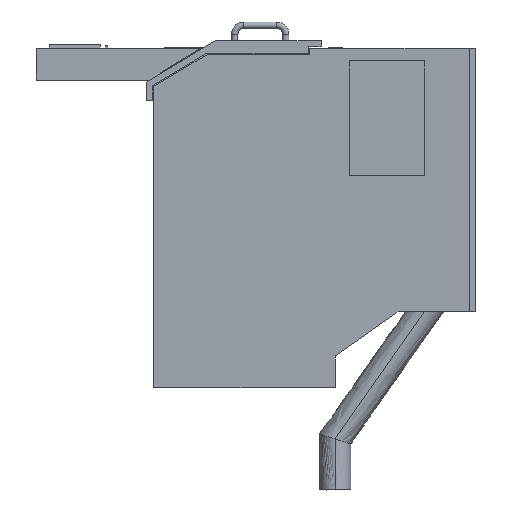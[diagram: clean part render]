
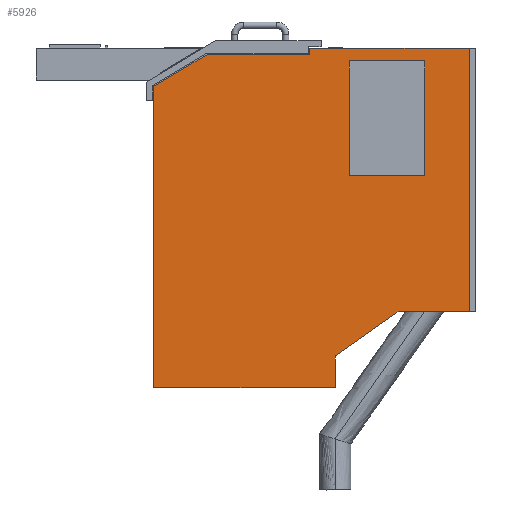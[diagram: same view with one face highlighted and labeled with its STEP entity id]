
A CAD part, left-side view. The second image highlights one B-rep face of the part: STEP entity #5926.
In plain terms, the highlighted planar face has unit normal (-1, 0, 0).
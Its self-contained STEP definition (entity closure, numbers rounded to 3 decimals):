
#355=FACE_BOUND('',#2503,.T.);
#438=PLANE('',#6285);
#786=LINE('',#8812,#1498);
#796=LINE('',#8834,#1508);
#942=LINE('',#9689,#1654);
#957=LINE('',#9722,#1669);
#963=LINE('',#9734,#1675);
#989=LINE('',#9783,#1701);
#990=LINE('',#9784,#1702);
#991=LINE('',#9786,#1703);
#992=LINE('',#9788,#1704);
#993=LINE('',#9790,#1705);
#994=LINE('',#9792,#1706);
#995=LINE('',#9793,#1707);
#996=LINE('',#9794,#1708);
#997=LINE('',#9795,#1709);
#1498=VECTOR('',#6803,1000.);
#1508=VECTOR('',#6817,1000.);
#1654=VECTOR('',#6965,1000.);
#1669=VECTOR('',#6988,1000.);
#1675=VECTOR('',#6996,1000.);
#1701=VECTOR('',#7040,1000.);
#1702=VECTOR('',#7041,1000.);
#1703=VECTOR('',#7042,1000.);
#1704=VECTOR('',#7043,1000.);
#1705=VECTOR('',#7044,1000.);
#1706=VECTOR('',#7045,1000.);
#1707=VECTOR('',#7046,1000.);
#1708=VECTOR('',#7047,1000.);
#1709=VECTOR('',#7048,1000.);
#2142=FACE_OUTER_BOUND('',#2502,.T.);
#2502=EDGE_LOOP('',(#4756,#4757,#4758,#4759,#4760,#4761,#4762,#4763,#4764,
#4765));
#2503=EDGE_LOOP('',(#4766,#4767,#4768,#4769));
#2896=VERTEX_POINT('',#8809);
#2897=VERTEX_POINT('',#8811);
#2905=VERTEX_POINT('',#8830);
#2907=VERTEX_POINT('',#8833);
#3080=VERTEX_POINT('',#9687);
#3092=VERTEX_POINT('',#9718);
#3094=VERTEX_POINT('',#9721);
#3097=VERTEX_POINT('',#9728);
#3099=VERTEX_POINT('',#9732);
#3113=VERTEX_POINT('',#9782);
#3114=VERTEX_POINT('',#9785);
#3115=VERTEX_POINT('',#9787);
#3116=VERTEX_POINT('',#9789);
#3117=VERTEX_POINT('',#9791);
#3508=EDGE_CURVE('',#2897,#2896,#786,.T.);
#3519=EDGE_CURVE('',#2905,#2907,#796,.T.);
#3694=EDGE_CURVE('',#3080,#2905,#942,.T.);
#3709=EDGE_CURVE('',#3092,#3094,#957,.T.);
#3715=EDGE_CURVE('',#3099,#3097,#963,.T.);
#3741=EDGE_CURVE('',#3113,#2897,#989,.T.);
#3742=EDGE_CURVE('',#2907,#2896,#990,.T.);
#3743=EDGE_CURVE('',#3114,#3080,#991,.T.);
#3744=EDGE_CURVE('',#3114,#3115,#992,.T.);
#3745=EDGE_CURVE('',#3116,#3115,#993,.T.);
#3746=EDGE_CURVE('',#3116,#3117,#994,.T.);
#3747=EDGE_CURVE('',#3117,#3113,#995,.T.);
#3748=EDGE_CURVE('',#3097,#3092,#996,.T.);
#3749=EDGE_CURVE('',#3094,#3099,#997,.T.);
#4756=ORIENTED_EDGE('',*,*,#3741,.T.);
#4757=ORIENTED_EDGE('',*,*,#3508,.T.);
#4758=ORIENTED_EDGE('',*,*,#3742,.F.);
#4759=ORIENTED_EDGE('',*,*,#3519,.F.);
#4760=ORIENTED_EDGE('',*,*,#3694,.F.);
#4761=ORIENTED_EDGE('',*,*,#3743,.F.);
#4762=ORIENTED_EDGE('',*,*,#3744,.T.);
#4763=ORIENTED_EDGE('',*,*,#3745,.F.);
#4764=ORIENTED_EDGE('',*,*,#3746,.T.);
#4765=ORIENTED_EDGE('',*,*,#3747,.T.);
#4766=ORIENTED_EDGE('',*,*,#3709,.F.);
#4767=ORIENTED_EDGE('',*,*,#3748,.F.);
#4768=ORIENTED_EDGE('',*,*,#3715,.F.);
#4769=ORIENTED_EDGE('',*,*,#3749,.F.);
#5926=ADVANCED_FACE('',(#2142,#355),#438,.F.);
#6285=AXIS2_PLACEMENT_3D('',#9781,#7038,#7039);
#6803=DIRECTION('',(0.,-1.,0.));
#6817=DIRECTION('',(0.,-1.,0.));
#6965=DIRECTION('',(0.,0.,1.));
#6988=DIRECTION('',(0.,0.,-1.));
#6996=DIRECTION('',(0.,0.,1.));
#7038=DIRECTION('center_axis',(1.,0.,0.));
#7039=DIRECTION('ref_axis',(0.,0.,-1.));
#7040=DIRECTION('',(0.,-0.819,0.573));
#7041=DIRECTION('',(0.,0.,-1.));
#7042=DIRECTION('',(0.,-1.,0.));
#7043=DIRECTION('',(0.,0.857,-0.514));
#7044=DIRECTION('',(0.,0.,1.));
#7045=DIRECTION('',(0.,-1.,0.));
#7046=DIRECTION('',(0.,0.,1.));
#7047=DIRECTION('',(0.,1.,0.));
#7048=DIRECTION('',(0.,-1.,0.));
#8809=CARTESIAN_POINT('',(-525.,25.,-1030.));
#8811=CARTESIAN_POINT('',(-525.,300.,-1030.));
#8812=CARTESIAN_POINT('',(-525.,650.,-1030.));
#8830=CARTESIAN_POINT('',(-525.,650.,0.));
#8833=CARTESIAN_POINT('',(-525.,25.,0.));
#8834=CARTESIAN_POINT('',(-525.,650.,0.));
#9687=CARTESIAN_POINT('',(-525.,650.,-25.));
#9689=CARTESIAN_POINT('',(-525.,650.,-25.));
#9718=CARTESIAN_POINT('',(-525.,450.,-50.));
#9721=CARTESIAN_POINT('',(-525.,450.,-500.));
#9722=CARTESIAN_POINT('',(-525.,450.,-500.));
#9728=CARTESIAN_POINT('',(-525.,200.,-50.));
#9732=CARTESIAN_POINT('',(-525.,200.,-500.));
#9734=CARTESIAN_POINT('',(-525.,200.,-500.));
#9781=CARTESIAN_POINT('Origin',(-525.,650.,-1330.));
#9782=CARTESIAN_POINT('',(-525.,550.,-1205.));
#9783=CARTESIAN_POINT('',(-525.,675.839,-1293.087));
#9784=CARTESIAN_POINT('',(-525.,25.,-1330.));
#9785=CARTESIAN_POINT('',(-525.,1051.667,-25.));
#9786=CARTESIAN_POINT('',(-525.,1260.,-25.));
#9787=CARTESIAN_POINT('',(-525.,1260.,-150.));
#9788=CARTESIAN_POINT('',(-525.,1260.,-150.));
#9789=CARTESIAN_POINT('',(-525.,1260.,-1330.));
#9790=CARTESIAN_POINT('',(-525.,1260.,-1330.));
#9791=CARTESIAN_POINT('',(-525.,550.,-1330.));
#9792=CARTESIAN_POINT('',(-525.,650.,-1330.));
#9793=CARTESIAN_POINT('',(-525.,550.,-1330.));
#9794=CARTESIAN_POINT('',(-525.,200.,-50.));
#9795=CARTESIAN_POINT('',(-525.,450.,-500.));
